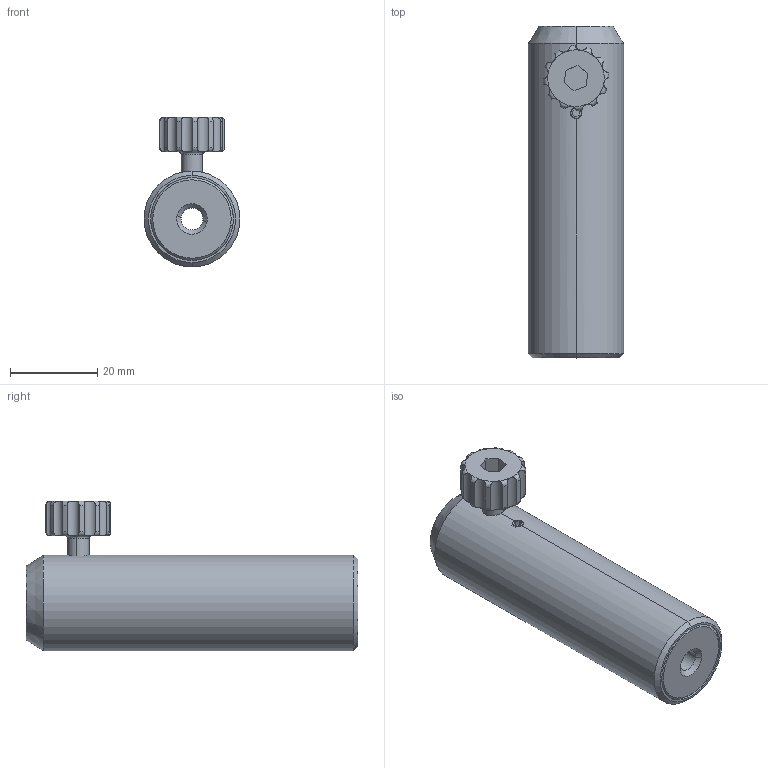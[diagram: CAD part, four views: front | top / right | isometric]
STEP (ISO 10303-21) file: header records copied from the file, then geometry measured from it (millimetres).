
FILE_DESCRIPTION (( 'STEP AP203' ), '1' );
FILE_NAME ('03MPH-3M-A.STEP', '2016-12-15T07:56:45', ( '' ), ( '' ), 'SwSTEP 2.0', 'SolidWorks 2016', '' );
FILE_SCHEMA (( 'CONFIG_CONTROL_DESIGN' ));
Length unit declared in the file: millimetre
Products named in the file (1): 03MPH-3M-A
Bounding box: 22 x 76.2 x 34.4 mm (x, y, z)
Volume: 21452.2 mm3; surface area: 10846.5 mm2
Topology: 4 solids, 4 shells, 120 faces, 283 edges, 173 vertices
Faces by surface type: cylinder 49, torus 26, plane 23, cone 20, sphere 2
Entity records: 4176 total; most frequent: CARTESIAN_POINT 1389, ORIENTED_EDGE 566, DIRECTION 561, EDGE_CURVE 283, AXIS2_PLACEMENT_3D 227, VERTEX_POINT 173, EDGE_LOOP 130, FACE_OUTER_BOUND 120
